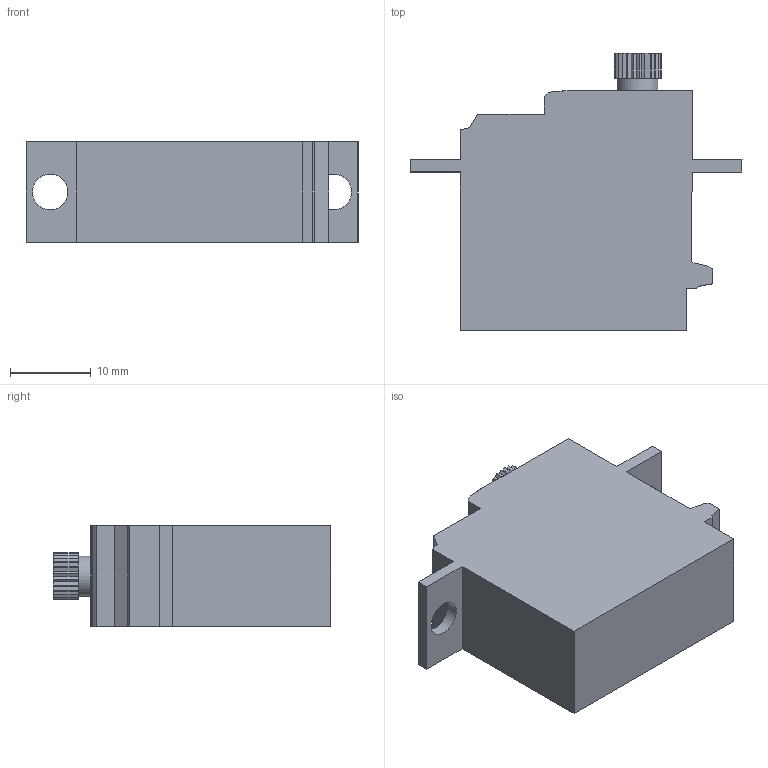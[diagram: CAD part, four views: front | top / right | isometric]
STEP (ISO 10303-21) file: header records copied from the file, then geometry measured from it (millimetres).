
FILE_DESCRIPTION(/* description */ (''),/* implementation_level */ '2;1');
FILE_NAME(/* name */ 'Miuzei 21G Servo Motor v2.step',/* time_stamp */ '2024-08-25T13:52:14-07:00',/* author */ (''),/* organization */ (''),/* preprocessor_version */ 'ST-DEVELOPER v20',/* originating_system */ 'Autodesk Translation Framework v13.14.0.145',/* authorisation */ '');
FILE_SCHEMA (('AUTOMOTIVE_DESIGN { 1 0 10303 214 3 1 1 }'));
Length unit declared in the file: millimetre
Products named in the file (3): (Unsaved); horn; Y-Motor Shaft extension
Assembly tree (2 placements, depth 3):
  (Unsaved)
    horn
      Y-Motor Shaft extension
Bounding box: 41.13 x 34.32 x 12.5 mm (x, y, z)
Volume: 10559.3 mm3; surface area: 3628 mm2
Topology: 2 solids, 2 shells, 93 faces, 261 edges, 174 vertices
Faces by surface type: plane 88, cylinder 5
Full cylindrical faces by diameter (mm): 1.94 x1, 2 x1, 4.4 x2, 5 x1
Entity records: 3036 total; most frequent: CARTESIAN_POINT 533, ORIENTED_EDGE 522, DIRECTION 467, EDGE_CURVE 261, LINE 251, VECTOR 251, VERTEX_POINT 174, AXIS2_PLACEMENT_3D 108
